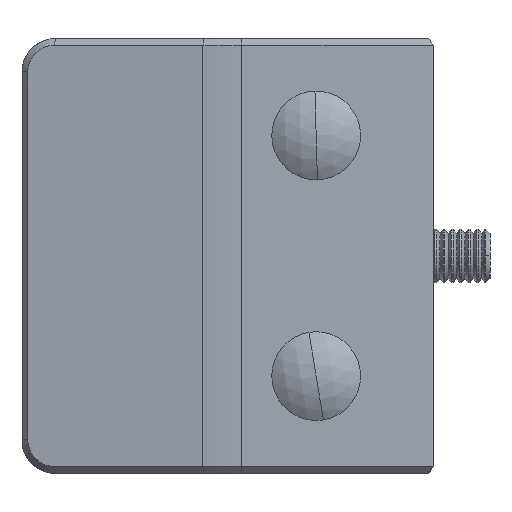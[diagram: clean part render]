
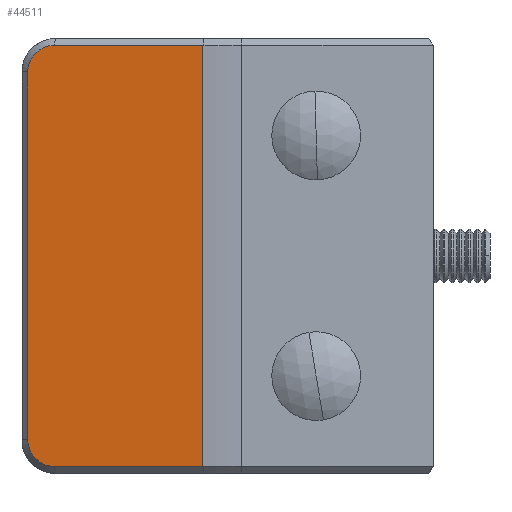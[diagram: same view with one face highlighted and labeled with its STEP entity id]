
A CAD part, top view. The second image highlights one B-rep face of the part: STEP entity #44511.
In plain terms, the highlighted face is planar.
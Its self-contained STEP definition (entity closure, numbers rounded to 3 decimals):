
#273 = AXIS2_PLACEMENT_3D ( 'NONE', #44981, #84752, #37676 ) ;
#2029 = EDGE_CURVE ( 'NONE', #14263, #84292, #61947, .T. ) ;
#3676 = CARTESIAN_POINT ( 'NONE',  ( -51.182, 31.395, -6.517 ) ) ;
#3975 = CARTESIAN_POINT ( 'NONE',  ( -52.593, 30.698, -6.326 ) ) ;
#3992 = VERTEX_POINT ( 'NONE', #32775 ) ;
#6465 = VECTOR ( 'NONE', #7391, 1000. ) ;
#6691 = CARTESIAN_POINT ( 'NONE',  ( -50.134, 31.5, -6.658 ) ) ;
#6990 = FACE_OUTER_BOUND ( 'NONE', #28331, .T. ) ;
#7391 = DIRECTION ( 'NONE',  ( 0., 1., 0. ) ) ;
#7819 = CARTESIAN_POINT ( 'NONE',  ( -53.332, -29.959, -6.226 ) ) ;
#11266 = CARTESIAN_POINT ( 'NONE',  ( -27.948, -31.5, -9.66 ) ) ;
#11936 = EDGE_CURVE ( 'NONE', #84292, #41079, #70187, .T. ) ;
#14167 = EDGE_CURVE ( 'NONE', #15819, #14263, #14631, .T. ) ;
#14263 = VERTEX_POINT ( 'NONE', #11266 ) ;
#14631 = LINE ( 'NONE', #76254, #70827 ) ;
#14813 = ORIENTED_EDGE ( 'NONE', *, *, #11936, .T. ) ;
#15528 = EDGE_CURVE ( 'NONE', #25650, #15819, #33201, .T. ) ;
#15750 = CARTESIAN_POINT ( 'NONE',  ( -50.657, -31.5, -6.588 ) ) ;
#15819 = VERTEX_POINT ( 'NONE', #38691 ) ;
#19131 = CARTESIAN_POINT ( 'NONE',  ( -50.134, -31.5, -6.658 ) ) ;
#19527 = ORIENTED_EDGE ( 'NONE', *, *, #15528, .T. ) ;
#21319 = CARTESIAN_POINT ( 'NONE',  ( -50.134, -31.5, -6.658 ) ) ;
#23900 = DIRECTION ( 'NONE',  ( 0., -1., 0. ) ) ;
#24101 = EDGE_CURVE ( 'NONE', #41079, #3992, #44108, .T. ) ;
#24447 = CARTESIAN_POINT ( 'NONE',  ( -53.332, 29.959, -6.226 ) ) ;
#24514 = VECTOR ( 'NONE', #42186, 1000. ) ;
#25650 = VERTEX_POINT ( 'NONE', #6691 ) ;
#25985 = CARTESIAN_POINT ( 'NONE',  ( -27.948, 31.5, -9.66 ) ) ;
#27841 = CARTESIAN_POINT ( 'NONE',  ( -54.134, 32.5, -6.117 ) ) ;
#28275 = CARTESIAN_POINT ( 'NONE',  ( -53.63, -29.513, -6.185 ) ) ;
#28331 = EDGE_LOOP ( 'NONE', ( #63167, #19527, #61088, #78759, #14813, #69414 ) ) ;
#30855 = CARTESIAN_POINT ( 'NONE',  ( -53.63, 29.513, -6.185 ) ) ;
#31451 = CARTESIAN_POINT ( 'NONE',  ( -54.134, 27.5, -6.117 ) ) ;
#32775 = CARTESIAN_POINT ( 'NONE',  ( -54.134, 27.5, -6.117 ) ) ;
#33201 = LINE ( 'NONE', #25985, #34223 ) ;
#34223 = VECTOR ( 'NONE', #72515, 1000. ) ;
#37676 = DIRECTION ( 'NONE',  ( 0.991, 0., -0.134 ) ) ;
#38691 = CARTESIAN_POINT ( 'NONE',  ( -27.948, 31.5, -9.66 ) ) ;
#41079 = VERTEX_POINT ( 'NONE', #48660 ) ;
#42186 = DIRECTION ( 'NONE',  ( -0.991, 0., 0.134 ) ) ;
#44108 = LINE ( 'NONE', #27841, #6465 ) ;
#44511 = ADVANCED_FACE ( 'NONE', ( #6990 ), #70824, .F. ) ;
#44981 = CARTESIAN_POINT ( 'NONE',  ( -55., 32.5, -6. ) ) ;
#47802 = CARTESIAN_POINT ( 'NONE',  ( -52.593, -30.698, -6.326 ) ) ;
#48650 = CARTESIAN_POINT ( 'NONE',  ( -54.134, -28.024, -6.117 ) ) ;
#48660 = CARTESIAN_POINT ( 'NONE',  ( -54.134, -27.5, -6.117 ) ) ;
#50644 = CARTESIAN_POINT ( 'NONE',  ( -52.147, 30.996, -6.386 ) ) ;
#54297 = EDGE_CURVE ( 'NONE', #3992, #25650, #60672, .T. ) ;
#56373 = CARTESIAN_POINT ( 'NONE',  ( -55., -31.5, -6. ) ) ;
#57897 = CARTESIAN_POINT ( 'NONE',  ( -54.029, 28.548, -6.131 ) ) ;
#60672 = B_SPLINE_CURVE_WITH_KNOTS ( 'NONE', 3,
 ( #31451, #77382, #57897, #30855, #24447, #3975, #50644, #3676, #83190, #77099 ),
 .UNSPECIFIED., .F., .F.,
 ( 4, 2, 2, 2, 4 ),
 ( 0., 0.25, 0.5, 0.75, 1. ),
 .UNSPECIFIED. ) ;
#61088 = ORIENTED_EDGE ( 'NONE', *, *, #14167, .T. ) ;
#61947 = LINE ( 'NONE', #56373, #24514 ) ;
#63167 = ORIENTED_EDGE ( 'NONE', *, *, #54297, .T. ) ;
#68390 = CARTESIAN_POINT ( 'NONE',  ( -52.147, -30.996, -6.386 ) ) ;
#69414 = ORIENTED_EDGE ( 'NONE', *, *, #24101, .T. ) ;
#70187 = B_SPLINE_CURVE_WITH_KNOTS ( 'NONE', 3,
 ( #21319, #15750, #80932, #68390, #47802, #7819, #28275, #81490, #48650, #81780 ),
 .UNSPECIFIED., .F., .F.,
 ( 4, 2, 2, 2, 4 ),
 ( 0., 0.25, 0.5, 0.75, 1. ),
 .UNSPECIFIED. ) ;
#70824 = PLANE ( 'NONE',  #273 ) ;
#70827 = VECTOR ( 'NONE', #23900, 1000. ) ;
#72515 = DIRECTION ( 'NONE',  ( 0.991, 0., -0.134 ) ) ;
#76254 = CARTESIAN_POINT ( 'NONE',  ( -27.948, 32.5, -9.66 ) ) ;
#77099 = CARTESIAN_POINT ( 'NONE',  ( -50.134, 31.5, -6.658 ) ) ;
#77382 = CARTESIAN_POINT ( 'NONE',  ( -54.134, 28.023, -6.117 ) ) ;
#78759 = ORIENTED_EDGE ( 'NONE', *, *, #2029, .T. ) ;
#80932 = CARTESIAN_POINT ( 'NONE',  ( -51.182, -31.395, -6.517 ) ) ;
#81490 = CARTESIAN_POINT ( 'NONE',  ( -54.029, -28.548, -6.131 ) ) ;
#81780 = CARTESIAN_POINT ( 'NONE',  ( -54.134, -27.5, -6.117 ) ) ;
#83190 = CARTESIAN_POINT ( 'NONE',  ( -50.658, 31.5, -6.587 ) ) ;
#84292 = VERTEX_POINT ( 'NONE', #19131 ) ;
#84752 = DIRECTION ( 'NONE',  ( 0.134, 0., 0.991 ) ) ;
